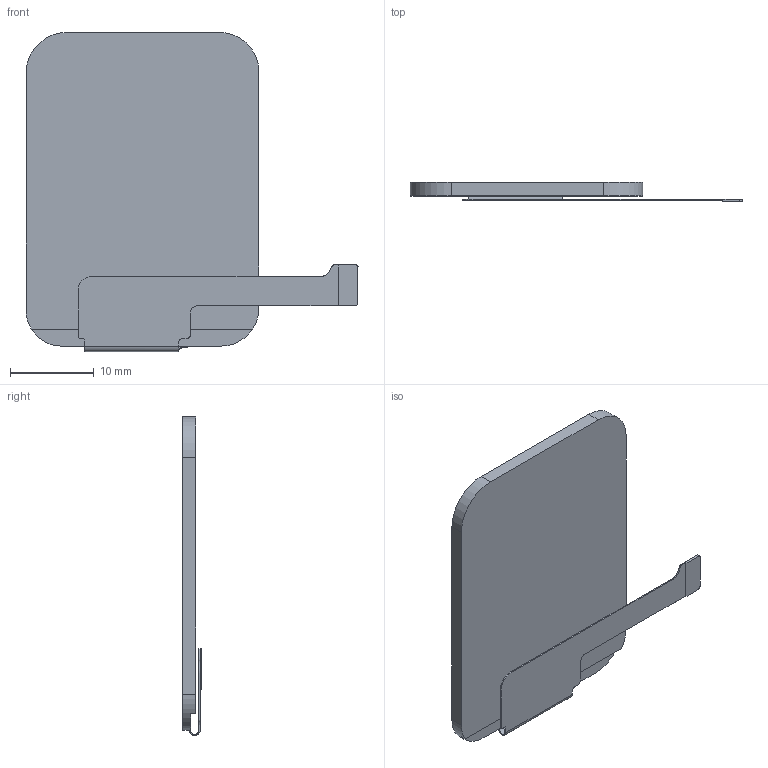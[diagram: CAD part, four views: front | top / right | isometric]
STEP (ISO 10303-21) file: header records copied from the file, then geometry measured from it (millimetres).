
FILE_DESCRIPTION(/* description */ (''),/* implementation_level */ '2;1');
FILE_NAME(/* name */ 'RB017A1505A.stp',/* time_stamp */ '2022-09-15T18:09:06-04:00',/* author */ ('Arsenio'),/* organization */ (''),/* preprocessor_version */ 'ST-DEVELOPER v18',/* originating_system */ 'Autodesk Inventor 2020',/* authorisation */ '');
FILE_SCHEMA (('AUTOMOTIVE_DESIGN { 1 0 10303 214 3 1 1 }'));
Length unit declared in the file: millimetre
Products named in the file (1): RB017A1505A
Bounding box: 39.76 x 2.25 x 38.22 mm (x, y, z)
Volume: 1646.2 mm3; surface area: 2678.8 mm2
Topology: 1 solids, 1 shells, 51 faces, 142 edges, 94 vertices
Faces by surface type: plane 31, cylinder 17, bspline 3
Entity records: 1813 total; most frequent: CARTESIAN_POINT 367, ORIENTED_EDGE 284, DIRECTION 272, EDGE_CURVE 142, LINE 98, VECTOR 98, VERTEX_POINT 94, AXIS2_PLACEMENT_3D 87
